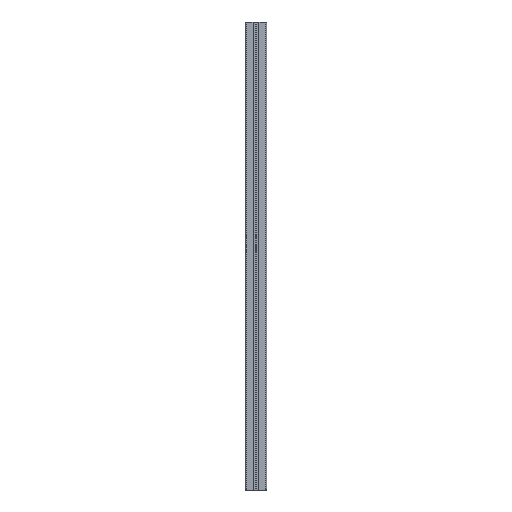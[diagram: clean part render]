
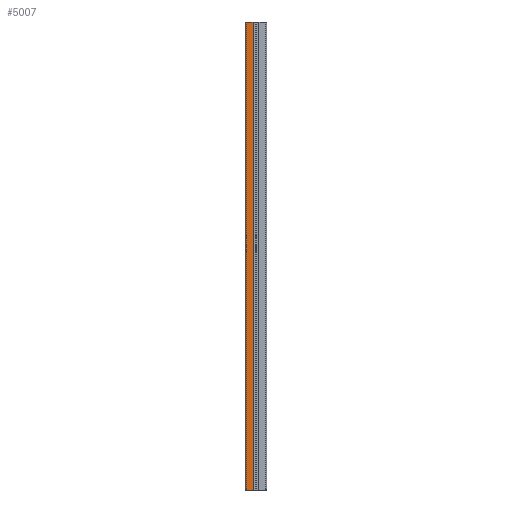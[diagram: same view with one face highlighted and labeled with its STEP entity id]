
A CAD part, left-side view. The second image highlights one B-rep face of the part: STEP entity #5007.
In plain terms, the highlighted planar face has unit normal (-1, 0, 0).
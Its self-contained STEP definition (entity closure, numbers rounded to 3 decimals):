
#112 = DIRECTION ( 'NONE',  ( 1., 0., 0. ) ) ;
#156 = CARTESIAN_POINT ( 'NONE',  ( -22.5, 22.5, -1000. ) ) ;
#240 = CARTESIAN_POINT ( 'NONE',  ( -22.5, 22.5, 1. ) ) ;
#344 = DIRECTION ( 'NONE',  ( 0., 0., -1. ) ) ;
#669 = VERTEX_POINT ( 'NONE', #8207 ) ;
#1114 = FACE_OUTER_BOUND ( 'NONE', #10577, .T. ) ;
#1379 = DIRECTION ( 'NONE',  ( 0., 1., 0. ) ) ;
#1402 = EDGE_CURVE ( 'NONE', #3460, #10151, #9814, .T. ) ;
#1947 = ORIENTED_EDGE ( 'NONE', *, *, #7603, .F. ) ;
#1965 = CARTESIAN_POINT ( 'NONE',  ( -22.5, 20.5, 1. ) ) ;
#2035 = LINE ( 'NONE', #156, #10137 ) ;
#2429 = CARTESIAN_POINT ( 'NONE',  ( -22.5, 20.5, 1. ) ) ;
#3224 = DIRECTION ( 'NONE',  ( 0., 1., 0. ) ) ;
#3323 = CARTESIAN_POINT ( 'NONE',  ( -22.5, 22.5, 1. ) ) ;
#3381 = AXIS2_PLACEMENT_3D ( 'NONE', #240, #112, #7957 ) ;
#3460 = VERTEX_POINT ( 'NONE', #2429 ) ;
#3723 = VERTEX_POINT ( 'NONE', #10633 ) ;
#4081 = LINE ( 'NONE', #3323, #7216 ) ;
#4372 = LINE ( 'NONE', #8377, #6857 ) ;
#4745 = ORIENTED_EDGE ( 'NONE', *, *, #5778, .T. ) ;
#5007 = ADVANCED_FACE ( 'NONE', ( #1114 ), #11078, .F. ) ;
#5352 = VECTOR ( 'NONE', #344, 1000. ) ;
#5778 = EDGE_CURVE ( 'NONE', #3723, #3460, #4081, .T. ) ;
#5938 = ORIENTED_EDGE ( 'NONE', *, *, #1402, .T. ) ;
#6857 = VECTOR ( 'NONE', #12213, 1000. ) ;
#7216 = VECTOR ( 'NONE', #1379, 1000. ) ;
#7603 = EDGE_CURVE ( 'NONE', #3723, #669, #4372, .T. ) ;
#7813 = CARTESIAN_POINT ( 'NONE',  ( -22.5, 20.5, -1000. ) ) ;
#7957 = DIRECTION ( 'NONE',  ( 0., 0., -1. ) ) ;
#7986 = ORIENTED_EDGE ( 'NONE', *, *, #10686, .F. ) ;
#8207 = CARTESIAN_POINT ( 'NONE',  ( -22.5, 6.325, -1000. ) ) ;
#8377 = CARTESIAN_POINT ( 'NONE',  ( -22.5, 6.325, 1. ) ) ;
#9814 = LINE ( 'NONE', #1965, #5352 ) ;
#10137 = VECTOR ( 'NONE', #3224, 1000. ) ;
#10151 = VERTEX_POINT ( 'NONE', #7813 ) ;
#10577 = EDGE_LOOP ( 'NONE', ( #4745, #5938, #7986, #1947 ) ) ;
#10633 = CARTESIAN_POINT ( 'NONE',  ( -22.5, 6.325, 1. ) ) ;
#10686 = EDGE_CURVE ( 'NONE', #669, #10151, #2035, .T. ) ;
#11078 = PLANE ( 'NONE',  #3381 ) ;
#12213 = DIRECTION ( 'NONE',  ( 0., 0., -1. ) ) ;
